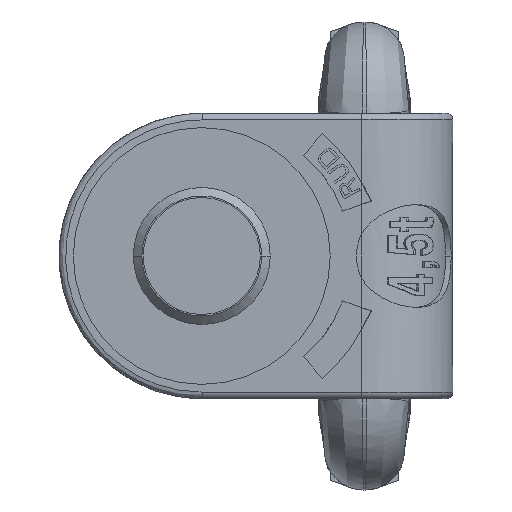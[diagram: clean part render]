
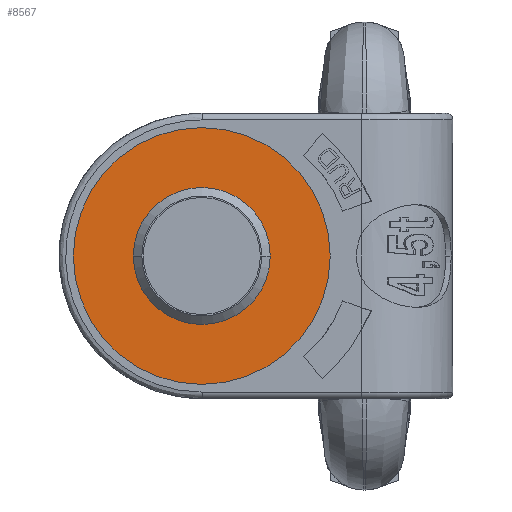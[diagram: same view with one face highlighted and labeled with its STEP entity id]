
A CAD part, front view. The second image highlights one B-rep face of the part: STEP entity #8567.
In plain terms, the highlighted planar face has unit normal (0, -1, 0).
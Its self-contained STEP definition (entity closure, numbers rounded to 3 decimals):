
#163=CARTESIAN_POINT('',(-47.5,-13.4,0.));
#164=DIRECTION('',(0.,1.,0.));
#165=DIRECTION('',(-1.,0.,0.));
#166=AXIS2_PLACEMENT_3D('',#163,#164,#165);
#168=CARTESIAN_POINT('',(-47.5,-13.4,0.));
#169=DIRECTION('',(0.,-1.,0.));
#170=DIRECTION('',(-1.,0.,0.));
#171=AXIS2_PLACEMENT_3D('',#168,#169,#170);
#173=CARTESIAN_POINT('',(-47.5,-13.4,0.));
#174=DIRECTION('',(0.,-1.,0.));
#175=DIRECTION('',(0.,0.,1.));
#176=AXIS2_PLACEMENT_3D('',#173,#174,#175);
#178=CARTESIAN_POINT('',(-47.5,-13.4,0.));
#179=DIRECTION('',(0.,-1.,0.));
#180=DIRECTION('',(0.,0.,-1.));
#181=AXIS2_PLACEMENT_3D('',#178,#179,#180);
#8363=CARTESIAN_POINT('',(-70.,-13.4,0.));
#8365=VERTEX_POINT('',#8363);
#8367=CARTESIAN_POINT('',(-25.,-13.4,0.));
#8369=VERTEX_POINT('',#8367);
#8398=CARTESIAN_POINT('',(-47.5,-13.4,12.));
#8399=CARTESIAN_POINT('',(-47.5,-13.4,-12.));
#8400=VERTEX_POINT('',#8398);
#8401=VERTEX_POINT('',#8399);
#8552=CARTESIAN_POINT('',(-47.5,-13.4,0.));
#8553=DIRECTION('',(0.,-1.,0.));
#8554=DIRECTION('',(-1.,0.,0.));
#8555=AXIS2_PLACEMENT_3D('',#8552,#8553,#8554);
#8556=PLANE('',#8555);
#8557=ORIENTED_EDGE('',*,*,#8547,.T.);
#8558=ORIENTED_EDGE('',*,*,#8531,.F.);
#8559=EDGE_LOOP('',(#8557,#8558));
#8560=FACE_OUTER_BOUND('',#8559,.F.);
#8562=ORIENTED_EDGE('',*,*,#8561,.T.);
#8564=ORIENTED_EDGE('',*,*,#8563,.T.);
#8565=EDGE_LOOP('',(#8562,#8564));
#8566=FACE_BOUND('',#8565,.F.);
#8567=ADVANCED_FACE('',(#8560,#8566),#8556,.T.);
#167=CIRCLE('',#166,22.5);
#172=CIRCLE('',#171,22.5);
#177=CIRCLE('',#176,12.);
#182=CIRCLE('',#181,12.);
#8531=EDGE_CURVE('',#8365,#8369,#172,.T.);
#8547=EDGE_CURVE('',#8365,#8369,#167,.T.);
#8561=EDGE_CURVE('',#8400,#8401,#177,.T.);
#8563=EDGE_CURVE('',#8401,#8400,#182,.T.);
